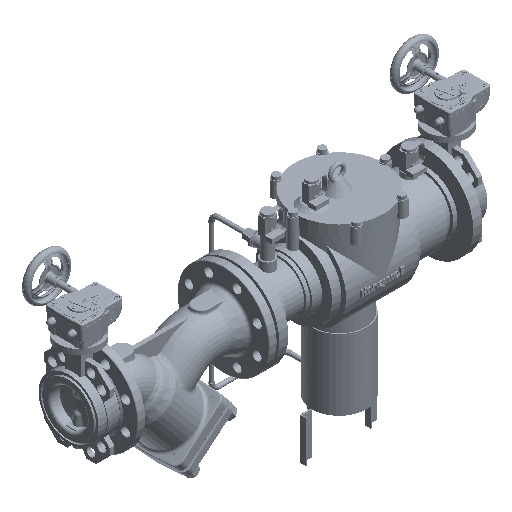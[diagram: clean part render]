
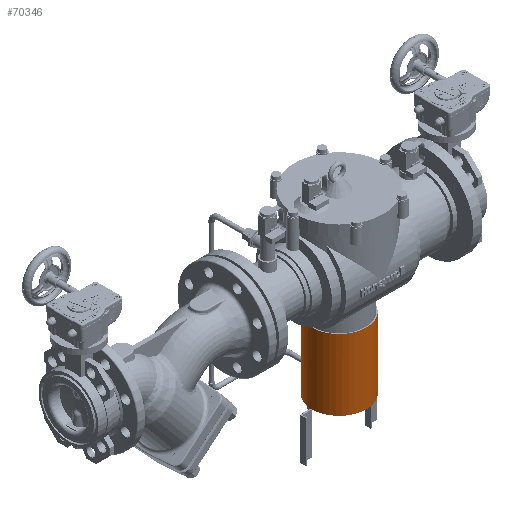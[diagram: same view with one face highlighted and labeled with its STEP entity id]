
A CAD part, isometric view. The second image highlights one B-rep face of the part: STEP entity #70346.
In plain terms, the highlighted cylindrical face has radius 59 mm (diameter 118 mm), a full revolution.
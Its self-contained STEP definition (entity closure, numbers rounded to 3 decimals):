
#3210=FACE_BOUND('',#22794,.T.);
#4921=LINE('',#101412,#10562);
#4922=LINE('',#101416,#10563);
#4923=LINE('',#101436,#10564);
#10562=VECTOR('',#81750,59.);
#10563=VECTOR('',#81753,1.);
#10564=VECTOR('',#81772,1.);
#16184=CYLINDRICAL_SURFACE('',#74631,59.);
#18673=FACE_OUTER_BOUND('',#22793,.T.);
#22793=EDGE_LOOP('',(#48900,#48901,#48902,#48903,#48904,#48905,#48906,#48907,
#48908,#48909,#48910,#48911,#48912,#48913,#48914,#48915));
#22794=EDGE_LOOP('',(#48916,#48917));
#27272=B_SPLINE_CURVE_WITH_KNOTS('',3,(#101215,#101216,#101217,#101218,
#101219,#101220,#101221,#101222,#101223,#101224,#101225,#101226,#101227,
#101228,#101229,#101230,#101231,#101232),.UNSPECIFIED.,.F.,.F.,(4,2,2,2,
2,2,2,2,4),(3.392,3.561,3.731,3.9,
4.07,4.239,4.409,4.579,4.748),
 .UNSPECIFIED.);
#27273=B_SPLINE_CURVE_WITH_KNOTS('',3,(#101233,#101234,#101235,#101236,
#101237,#101238,#101239,#101240,#101241,#101242,#101243,#101244,#101245,
#101246,#101247,#101248,#101249,#101250,#101251),.UNSPECIFIED.,.F.,.F.,
(4,2,2,2,3,2,2,2,4),(2.035,2.205,2.374,
2.544,2.713,2.883,3.052,3.222,
3.392),.UNSPECIFIED.);
#28804=CIRCLE('',#74632,59.);
#28805=CIRCLE('',#74633,59.);
#28806=CIRCLE('',#74634,59.);
#28807=CIRCLE('',#74635,59.);
#28808=CIRCLE('',#74636,59.);
#28809=CIRCLE('',#74637,59.);
#28810=CIRCLE('',#74638,59.);
#28811=CIRCLE('',#74639,59.);
#28812=CIRCLE('',#74640,59.);
#28813=CIRCLE('',#74641,59.);
#28814=CIRCLE('',#74642,59.);
#28815=CIRCLE('',#74643,59.);
#31231=VERTEX_POINT('',#101212);
#31232=VERTEX_POINT('',#101214);
#31274=VERTEX_POINT('',#101409);
#31275=VERTEX_POINT('',#101411);
#31276=VERTEX_POINT('',#101413);
#31277=VERTEX_POINT('',#101415);
#31278=VERTEX_POINT('',#101417);
#31279=VERTEX_POINT('',#101419);
#31280=VERTEX_POINT('',#101421);
#31281=VERTEX_POINT('',#101423);
#31282=VERTEX_POINT('',#101425);
#31283=VERTEX_POINT('',#101427);
#31284=VERTEX_POINT('',#101429);
#31285=VERTEX_POINT('',#101431);
#31286=VERTEX_POINT('',#101433);
#31287=VERTEX_POINT('',#101435);
#38104=EDGE_CURVE('',#31231,#31232,#27272,.T.);
#38105=EDGE_CURVE('',#31232,#31231,#27273,.T.);
#38158=EDGE_CURVE('',#31274,#31274,#28804,.T.);
#38159=EDGE_CURVE('',#31274,#31275,#4921,.T.);
#38160=EDGE_CURVE('',#31276,#31275,#28805,.T.);
#38161=EDGE_CURVE('',#31277,#31276,#4922,.T.);
#38162=EDGE_CURVE('',#31278,#31277,#28806,.T.);
#38163=EDGE_CURVE('',#31279,#31278,#28807,.T.);
#38164=EDGE_CURVE('',#31280,#31279,#28808,.T.);
#38165=EDGE_CURVE('',#31281,#31280,#28809,.T.);
#38166=EDGE_CURVE('',#31282,#31281,#28810,.T.);
#38167=EDGE_CURVE('',#31283,#31282,#28811,.T.);
#38168=EDGE_CURVE('',#31284,#31283,#28812,.T.);
#38169=EDGE_CURVE('',#31285,#31284,#28813,.T.);
#38170=EDGE_CURVE('',#31286,#31285,#28814,.T.);
#38171=EDGE_CURVE('',#31287,#31286,#4923,.T.);
#38172=EDGE_CURVE('',#31275,#31287,#28815,.T.);
#48900=ORIENTED_EDGE('',*,*,#38158,.F.);
#48901=ORIENTED_EDGE('',*,*,#38159,.T.);
#48902=ORIENTED_EDGE('',*,*,#38160,.F.);
#48903=ORIENTED_EDGE('',*,*,#38161,.F.);
#48904=ORIENTED_EDGE('',*,*,#38162,.F.);
#48905=ORIENTED_EDGE('',*,*,#38163,.F.);
#48906=ORIENTED_EDGE('',*,*,#38164,.F.);
#48907=ORIENTED_EDGE('',*,*,#38165,.F.);
#48908=ORIENTED_EDGE('',*,*,#38166,.F.);
#48909=ORIENTED_EDGE('',*,*,#38167,.F.);
#48910=ORIENTED_EDGE('',*,*,#38168,.F.);
#48911=ORIENTED_EDGE('',*,*,#38169,.F.);
#48912=ORIENTED_EDGE('',*,*,#38170,.F.);
#48913=ORIENTED_EDGE('',*,*,#38171,.F.);
#48914=ORIENTED_EDGE('',*,*,#38172,.F.);
#48915=ORIENTED_EDGE('',*,*,#38159,.F.);
#48916=ORIENTED_EDGE('',*,*,#38105,.F.);
#48917=ORIENTED_EDGE('',*,*,#38104,.F.);
#70346=ADVANCED_FACE('',(#18673,#3210),#16184,.T.);
#74631=AXIS2_PLACEMENT_3D('',#101408,#81746,#81747);
#74632=AXIS2_PLACEMENT_3D('',#101410,#81748,#81749);
#74633=AXIS2_PLACEMENT_3D('',#101414,#81751,#81752);
#74634=AXIS2_PLACEMENT_3D('',#101418,#81754,#81755);
#74635=AXIS2_PLACEMENT_3D('',#101420,#81756,#81757);
#74636=AXIS2_PLACEMENT_3D('',#101422,#81758,#81759);
#74637=AXIS2_PLACEMENT_3D('',#101424,#81760,#81761);
#74638=AXIS2_PLACEMENT_3D('',#101426,#81762,#81763);
#74639=AXIS2_PLACEMENT_3D('',#101428,#81764,#81765);
#74640=AXIS2_PLACEMENT_3D('',#101430,#81766,#81767);
#74641=AXIS2_PLACEMENT_3D('',#101432,#81768,#81769);
#74642=AXIS2_PLACEMENT_3D('',#101434,#81770,#81771);
#74643=AXIS2_PLACEMENT_3D('',#101437,#81773,#81774);
#81746=DIRECTION('center_axis',(0.,0.,1.));
#81747=DIRECTION('ref_axis',(-1.,0.,0.));
#81748=DIRECTION('center_axis',(0.,0.,1.));
#81749=DIRECTION('ref_axis',(-1.,0.,0.));
#81750=DIRECTION('',(0.,0.,-1.));
#81751=DIRECTION('center_axis',(0.,0.,-1.));
#81752=DIRECTION('ref_axis',(-1.,0.,0.));
#81753=DIRECTION('',(0.,0.,1.));
#81754=DIRECTION('center_axis',(0.,0.,-1.));
#81755=DIRECTION('ref_axis',(-1.,0.,0.));
#81756=DIRECTION('center_axis',(0.,0.,-1.));
#81757=DIRECTION('ref_axis',(-1.,0.,0.));
#81758=DIRECTION('center_axis',(0.,0.,-1.));
#81759=DIRECTION('ref_axis',(-1.,0.,0.));
#81760=DIRECTION('center_axis',(0.,0.,-1.));
#81761=DIRECTION('ref_axis',(-1.,0.,0.));
#81762=DIRECTION('center_axis',(0.,0.,-1.));
#81763=DIRECTION('ref_axis',(-1.,0.,0.));
#81764=DIRECTION('center_axis',(0.,0.,-1.));
#81765=DIRECTION('ref_axis',(-1.,0.,0.));
#81766=DIRECTION('center_axis',(0.,0.,-1.));
#81767=DIRECTION('ref_axis',(-1.,0.,0.));
#81768=DIRECTION('center_axis',(0.,0.,-1.));
#81769=DIRECTION('ref_axis',(-1.,0.,0.));
#81770=DIRECTION('center_axis',(0.,0.,-1.));
#81771=DIRECTION('ref_axis',(-1.,0.,0.));
#81772=DIRECTION('',(0.,0.,-1.));
#81773=DIRECTION('center_axis',(0.,0.,-1.));
#81774=DIRECTION('ref_axis',(-1.,0.,0.));
#101212=CARTESIAN_POINT('',(-0.001,59.,-236.5));
#101214=CARTESIAN_POINT('',(-0.001,59.,-245.5));
#101215=CARTESIAN_POINT('Ctrl Pts',(-0.001,59.,
-236.5));
#101216=CARTESIAN_POINT('Ctrl Pts',(0.564,59.,-236.5));
#101217=CARTESIAN_POINT('Ctrl Pts',(1.167,58.991,-236.613));
#101218=CARTESIAN_POINT('Ctrl Pts',(2.276,58.959,-237.072));
#101219=CARTESIAN_POINT('Ctrl Pts',(2.782,58.936,-237.419));
#101220=CARTESIAN_POINT('Ctrl Pts',(3.581,58.893,-238.217));
#101221=CARTESIAN_POINT('Ctrl Pts',(3.927,58.87,-238.723));
#101222=CARTESIAN_POINT('Ctrl Pts',(4.386,58.837,-239.832));
#101223=CARTESIAN_POINT('Ctrl Pts',(4.499,58.828,-240.435));
#101224=CARTESIAN_POINT('Ctrl Pts',(4.499,58.828,-241.565));
#101225=CARTESIAN_POINT('Ctrl Pts',(4.386,58.837,-242.168));
#101226=CARTESIAN_POINT('Ctrl Pts',(3.927,58.87,-243.277));
#101227=CARTESIAN_POINT('Ctrl Pts',(3.581,58.893,-243.783));
#101228=CARTESIAN_POINT('Ctrl Pts',(2.782,58.936,-244.581));
#101229=CARTESIAN_POINT('Ctrl Pts',(2.276,58.959,-244.928));
#101230=CARTESIAN_POINT('Ctrl Pts',(1.167,58.991,-245.387));
#101231=CARTESIAN_POINT('Ctrl Pts',(0.564,59.,-245.5));
#101232=CARTESIAN_POINT('Ctrl Pts',(-0.001,59.,
-245.5));
#101233=CARTESIAN_POINT('Ctrl Pts',(-0.001,59.,
-245.5));
#101234=CARTESIAN_POINT('Ctrl Pts',(-0.566,59.,
-245.5));
#101235=CARTESIAN_POINT('Ctrl Pts',(-1.169,58.991,
-245.387));
#101236=CARTESIAN_POINT('Ctrl Pts',(-2.278,58.959,
-244.928));
#101237=CARTESIAN_POINT('Ctrl Pts',(-2.783,58.936,
-244.581));
#101238=CARTESIAN_POINT('Ctrl Pts',(-3.582,58.893,
-243.783));
#101239=CARTESIAN_POINT('Ctrl Pts',(-3.928,58.87,
-243.277));
#101240=CARTESIAN_POINT('Ctrl Pts',(-4.388,58.837,
-242.168));
#101241=CARTESIAN_POINT('Ctrl Pts',(-4.501,58.828,-241.565));
#101242=CARTESIAN_POINT('Ctrl Pts',(-4.501,58.828,-241.));
#101243=CARTESIAN_POINT('Ctrl Pts',(-4.501,58.828,-240.435));
#101244=CARTESIAN_POINT('Ctrl Pts',(-4.388,58.837,
-239.832));
#101245=CARTESIAN_POINT('Ctrl Pts',(-3.928,58.87,
-238.723));
#101246=CARTESIAN_POINT('Ctrl Pts',(-3.582,58.893,
-238.217));
#101247=CARTESIAN_POINT('Ctrl Pts',(-2.783,58.936,
-237.419));
#101248=CARTESIAN_POINT('Ctrl Pts',(-2.278,58.959,
-237.072));
#101249=CARTESIAN_POINT('Ctrl Pts',(-1.169,58.991,
-236.613));
#101250=CARTESIAN_POINT('Ctrl Pts',(-0.566,59.,
-236.5));
#101251=CARTESIAN_POINT('Ctrl Pts',(-0.001,59.,
-236.5));
#101408=CARTESIAN_POINT('Origin',(0.,0.,-187.25));
#101409=CARTESIAN_POINT('',(59.,0.,-110.5));
#101410=CARTESIAN_POINT('Origin',(0.,0.,-110.5));
#101411=CARTESIAN_POINT('',(59.,0.,-263.));
#101412=CARTESIAN_POINT('',(59.,0.,-187.25));
#101413=CARTESIAN_POINT('',(58.966,2.,-263.));
#101414=CARTESIAN_POINT('Origin',(0.,0.,-263.));
#101415=CARTESIAN_POINT('',(58.966,2.,-264.));
#101416=CARTESIAN_POINT('',(58.966,2.,-263.5));
#101417=CARTESIAN_POINT('',(58.945,2.54,-264.));
#101418=CARTESIAN_POINT('Origin',(0.,0.,-264.));
#101419=CARTESIAN_POINT('',(57.435,13.498,-264.));
#101420=CARTESIAN_POINT('Origin',(0.,0.,-264.));
#101421=CARTESIAN_POINT('',(-57.435,13.498,-264.));
#101422=CARTESIAN_POINT('Origin',(0.,0.,-264.));
#101423=CARTESIAN_POINT('',(-58.,10.817,-264.));
#101424=CARTESIAN_POINT('Origin',(0.,0.,-264.));
#101425=CARTESIAN_POINT('',(-58.874,3.849,-264.));
#101426=CARTESIAN_POINT('Origin',(0.,0.,-264.));
#101427=CARTESIAN_POINT('',(-58.96,2.176,-264.));
#101428=CARTESIAN_POINT('Origin',(0.,0.,-264.));
#101429=CARTESIAN_POINT('',(-58.966,2.,-264.));
#101430=CARTESIAN_POINT('Origin',(0.,0.,-264.));
#101431=CARTESIAN_POINT('',(-59.,0.,-264.));
#101432=CARTESIAN_POINT('Origin',(0.,0.,-264.));
#101433=CARTESIAN_POINT('',(57.966,-11.,-264.));
#101434=CARTESIAN_POINT('Origin',(0.,0.,-264.));
#101435=CARTESIAN_POINT('',(57.966,-11.,-263.));
#101436=CARTESIAN_POINT('',(57.966,-11.,-263.5));
#101437=CARTESIAN_POINT('Origin',(0.,0.,-263.));
